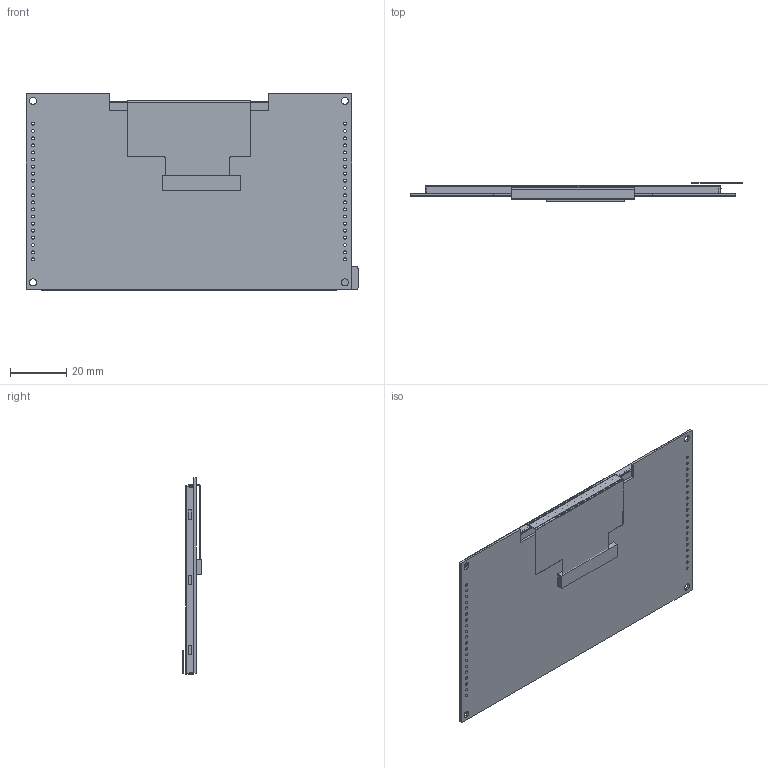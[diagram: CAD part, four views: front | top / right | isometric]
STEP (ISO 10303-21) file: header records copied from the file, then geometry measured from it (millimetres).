
FILE_DESCRIPTION((''),'2;1');
FILE_NAME('AG56M-CAS1_ASM','2013-06-14T',('user31'),(''),'PRO/ENGINEER BY PARAMETRIC TECHNOLOGY CORPORATION, 2010100','PRO/ENGINEER BY PARAMETRIC TECHNOLOGY CORPORATION, 2010100','');
FILE_SCHEMA(('CONFIG_CONTROL_DESIGN'));
Length unit declared in the file: millimetre
Products named in the file (8): PCB; BL; 1; COG; 2; FPC; BZ; AG56M-CAS1_ASM
Assembly tree (7 placements, depth 2):
  AG56M-CAS1_ASM
    PCB
    BL
    1
    COG
    2
    FPC
    BZ
Bounding box: 118.35 x 6.95 x 70 mm (x, y, z)
Volume: 25574.7 mm3; surface area: 165180.2 mm2
Topology: 7 solids, 13 shells, 714 faces, 2013 edges, 1342 vertices
Faces by surface type: plane 396, cylinder 318
Entity records: 23839 total; most frequent: DIRECTION 4131, CARTESIAN_POINT 4096, ORIENTED_EDGE 4026, EDGE_CURVE 2013, AXIS2_PLACEMENT_3D 1377, VECTOR 1377, LINE 1377, VERTEX_POINT 1342
